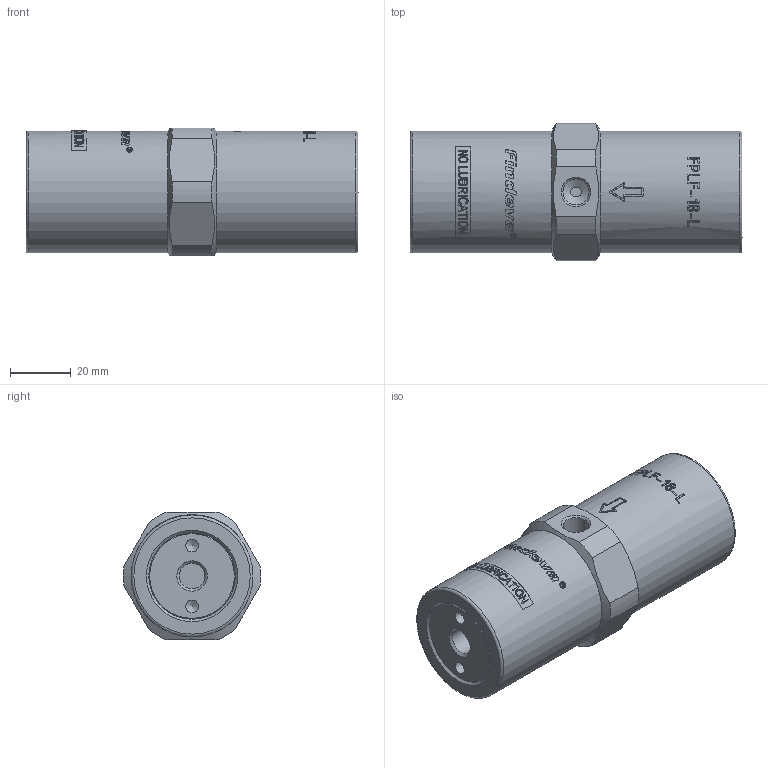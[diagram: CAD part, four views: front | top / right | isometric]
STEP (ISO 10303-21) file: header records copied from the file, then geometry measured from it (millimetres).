
FILE_DESCRIPTION((''),'2;1');
FILE_NAME('9518-30-M.stp','2012-04-02T23:23:43',('Petr'),(''),'Autodesk Inventor 2011','Autodesk Inventor 2011','');
FILE_SCHEMA(('CONFIG_CONTROL_DESIGN'));
Length unit declared in the file: millimetre
Products named in the file (1): 9518-30-M
Bounding box: 109 x 45.07 x 42 mm (x, y, z)
Volume: 137355 mm3; surface area: 18162.7 mm2
Topology: 1 solids, 1 shells, 468 faces, 1231 edges, 818 vertices
Faces by surface type: bspline 210, plane 178, cylinder 64, cone 14, torus 2
Full cylindrical faces by diameter (mm): 4.2 x4, 8.376 x1, 8.566 x2, 40 x2
Entity records: 54646 total; most frequent: CARTESIAN_POINT 44463, ORIENTED_EDGE 2388, DIRECTION 1307, EDGE_CURVE 1194, VERTEX_POINT 806, B_SPLINE_CURVE_WITH_KNOTS 560, EDGE_LOOP 546, FACE_OUTER_BOUND 468
